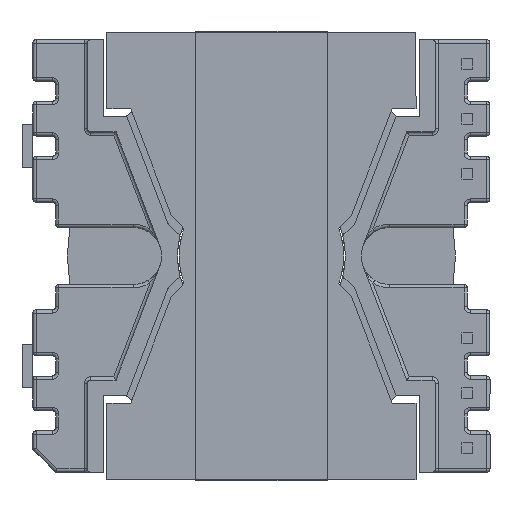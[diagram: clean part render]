
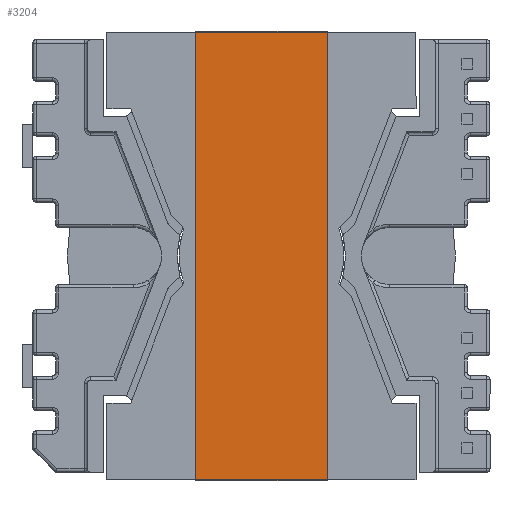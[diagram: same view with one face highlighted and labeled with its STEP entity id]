
A CAD part, front view. The second image highlights one B-rep face of the part: STEP entity #3204.
In plain terms, the highlighted planar face has unit normal (0, -1, 0).
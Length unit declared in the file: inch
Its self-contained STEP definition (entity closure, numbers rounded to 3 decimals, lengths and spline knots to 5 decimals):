
#98 = LINE ( 'NONE', #6612, #15263 ) ;
#1000 = DIRECTION ( 'NONE',  ( 0., 0., 1. ) ) ;
#1137 = VECTOR ( 'NONE', #14645, 39.37008 ) ;
#3204 = ADVANCED_FACE ( 'NONE', ( #6759 ), #9415, .T. ) ;
#3630 = DIRECTION ( 'NONE',  ( 0., 0., -1. ) ) ;
#3942 = VECTOR ( 'NONE', #15289, 39.37008 ) ;
#4066 = EDGE_CURVE ( 'NONE', #4770, #5157, #98, .T. ) ;
#4255 = CARTESIAN_POINT ( 'NONE',  ( -0.00394, -1.57874, 0. ) ) ;
#4770 = VERTEX_POINT ( 'NONE', #4255 ) ;
#5045 = LINE ( 'NONE', #13187, #1137 ) ;
#5157 = VERTEX_POINT ( 'NONE', #17814 ) ;
#5915 = EDGE_CURVE ( 'NONE', #10577, #12102, #5045, .T. ) ;
#6612 = CARTESIAN_POINT ( 'NONE',  ( -0.00394, -1.57874, 0. ) ) ;
#6759 = FACE_OUTER_BOUND ( 'NONE', #10381, .T. ) ;
#7121 = AXIS2_PLACEMENT_3D ( 'NONE', #11023, #11091, #3630 ) ;
#7739 = ORIENTED_EDGE ( 'NONE', *, *, #5915, .T. ) ;
#8761 = EDGE_CURVE ( 'NONE', #12102, #5157, #10631, .T. ) ;
#9226 = LINE ( 'NONE', #10944, #3942 ) ;
#9415 = PLANE ( 'NONE',  #7121 ) ;
#9454 = ORIENTED_EDGE ( 'NONE', *, *, #10245, .F. ) ;
#9581 = DIRECTION ( 'NONE',  ( 1., 0., 0. ) ) ;
#9693 = CARTESIAN_POINT ( 'NONE',  ( 1.63386, -1.57874, -0.47992 ) ) ;
#9853 = CARTESIAN_POINT ( 'NONE',  ( 1.63386, -1.57874, -0.47992 ) ) ;
#10245 = EDGE_CURVE ( 'NONE', #10577, #4770, #9226, .T. ) ;
#10381 = EDGE_LOOP ( 'NONE', ( #18812, #9454, #7739, #17539 ) ) ;
#10577 = VERTEX_POINT ( 'NONE', #17367 ) ;
#10631 = LINE ( 'NONE', #9693, #12716 ) ;
#10944 = CARTESIAN_POINT ( 'NONE',  ( -0.00394, -1.57874, -0.47992 ) ) ;
#11023 = CARTESIAN_POINT ( 'NONE',  ( -0.00394, -1.57874, -0.47992 ) ) ;
#11091 = DIRECTION ( 'NONE',  ( 0., -1., 0. ) ) ;
#12102 = VERTEX_POINT ( 'NONE', #9853 ) ;
#12716 = VECTOR ( 'NONE', #1000, 39.37008 ) ;
#13187 = CARTESIAN_POINT ( 'NONE',  ( -0.00394, -1.57874, -0.47992 ) ) ;
#14645 = DIRECTION ( 'NONE',  ( 1., 0., 0. ) ) ;
#15263 = VECTOR ( 'NONE', #9581, 39.37008 ) ;
#15289 = DIRECTION ( 'NONE',  ( 0., 0., 1. ) ) ;
#17367 = CARTESIAN_POINT ( 'NONE',  ( -0.00394, -1.57874, -0.47992 ) ) ;
#17539 = ORIENTED_EDGE ( 'NONE', *, *, #8761, .T. ) ;
#17814 = CARTESIAN_POINT ( 'NONE',  ( 1.63386, -1.57874, 0. ) ) ;
#18812 = ORIENTED_EDGE ( 'NONE', *, *, #4066, .F. ) ;
